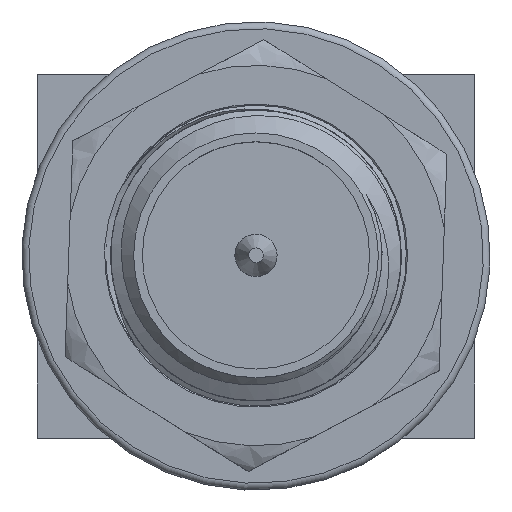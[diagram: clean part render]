
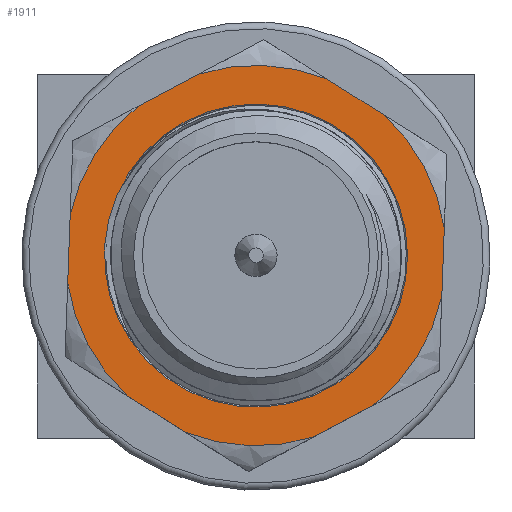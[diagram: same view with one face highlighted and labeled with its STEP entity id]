
A CAD part, top view. The second image highlights one B-rep face of the part: STEP entity #1911.
In plain terms, the highlighted planar face has unit normal (0, 0, 1).
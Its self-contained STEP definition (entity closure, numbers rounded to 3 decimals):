
#202=LINE('',#3480,#354);
#205=LINE('',#3497,#357);
#207=LINE('',#3512,#359);
#211=LINE('',#3531,#363);
#214=LINE('',#3548,#366);
#216=LINE('',#3563,#368);
#354=VECTOR('',#2897,1000.);
#357=VECTOR('',#2906,1000.);
#359=VECTOR('',#2914,1000.);
#363=VECTOR('',#2924,1000.);
#366=VECTOR('',#2933,1000.);
#368=VECTOR('',#2941,1000.);
#776=ORIENTED_EDGE('',*,*,#1163,.T.);
#777=ORIENTED_EDGE('',*,*,#1154,.F.);
#778=ORIENTED_EDGE('',*,*,#1151,.T.);
#779=ORIENTED_EDGE('',*,*,#1149,.F.);
#780=ORIENTED_EDGE('',*,*,#1145,.T.);
#781=ORIENTED_EDGE('',*,*,#1143,.F.);
#782=ORIENTED_EDGE('',*,*,#1139,.T.);
#783=ORIENTED_EDGE('',*,*,#1136,.F.);
#784=ORIENTED_EDGE('',*,*,#1133,.T.);
#785=ORIENTED_EDGE('',*,*,#1131,.F.);
#786=ORIENTED_EDGE('',*,*,#1128,.T.);
#787=ORIENTED_EDGE('',*,*,#1125,.F.);
#788=ORIENTED_EDGE('',*,*,#1119,.T.);
#1119=EDGE_CURVE('',#1356,#1357,#1495,.F.);
#1125=EDGE_CURVE('',#1356,#1360,#202,.T.);
#1128=EDGE_CURVE('',#1361,#1360,#1496,.F.);
#1131=EDGE_CURVE('',#1361,#1363,#205,.T.);
#1133=EDGE_CURVE('',#1364,#1363,#1497,.F.);
#1136=EDGE_CURVE('',#1364,#1365,#207,.T.);
#1139=EDGE_CURVE('',#1367,#1365,#1498,.F.);
#1143=EDGE_CURVE('',#1367,#1369,#211,.T.);
#1145=EDGE_CURVE('',#1370,#1369,#1499,.F.);
#1149=EDGE_CURVE('',#1370,#1372,#214,.T.);
#1151=EDGE_CURVE('',#1373,#1372,#1500,.F.);
#1154=EDGE_CURVE('',#1373,#1357,#216,.T.);
#1163=EDGE_CURVE('',#1381,#1381,#1504,.T.);
#1356=VERTEX_POINT('',#3464);
#1357=VERTEX_POINT('',#3465);
#1360=VERTEX_POINT('',#3481);
#1361=VERTEX_POINT('',#3491);
#1363=VERTEX_POINT('',#3498);
#1364=VERTEX_POINT('',#3505);
#1365=VERTEX_POINT('',#3513);
#1367=VERTEX_POINT('',#3522);
#1369=VERTEX_POINT('',#3532);
#1370=VERTEX_POINT('',#3539);
#1372=VERTEX_POINT('',#3549);
#1373=VERTEX_POINT('',#3556);
#1381=VERTEX_POINT('',#3948);
#1495=CIRCLE('',#2520,4.142);
#1496=CIRCLE('',#2523,4.142);
#1497=CIRCLE('',#2526,4.142);
#1498=CIRCLE('',#2529,4.142);
#1499=CIRCLE('',#2532,4.142);
#1500=CIRCLE('',#2535,4.142);
#1504=CIRCLE('',#2543,3.3);
#1598=EDGE_LOOP('',(#776));
#1599=EDGE_LOOP('',(#777,#778,#779,#780,#781,#782,#783,#784,#785,#786,#787,
#788));
#1730=FACE_BOUND('',#1598,.T.);
#1731=FACE_BOUND('',#1599,.T.);
#1819=PLANE('',#2542);
#1911=ADVANCED_FACE('',(#1730,#1731),#1819,.F.);
#2520=AXIS2_PLACEMENT_3D('',#3463,#2890,#2891);
#2523=AXIS2_PLACEMENT_3D('',#3492,#2900,#2901);
#2526=AXIS2_PLACEMENT_3D('',#3504,#2909,#2910);
#2529=AXIS2_PLACEMENT_3D('',#3521,#2918,#2919);
#2532=AXIS2_PLACEMENT_3D('',#3538,#2927,#2928);
#2535=AXIS2_PLACEMENT_3D('',#3555,#2936,#2937);
#2542=AXIS2_PLACEMENT_3D('',#3946,#2952,#2953);
#2543=AXIS2_PLACEMENT_3D('',#3947,#2954,#2955);
#2890=DIRECTION('',(0.,0.,-1.));
#2891=DIRECTION('',(-0.468,0.884,0.));
#2897=DIRECTION('',(0.847,-0.531,0.));
#2900=DIRECTION('',(0.,0.,-1.));
#2901=DIRECTION('',(-0.468,0.884,0.));
#2906=DIRECTION('',(-0.036,-0.999,0.));
#2909=DIRECTION('',(0.,0.,-1.));
#2910=DIRECTION('',(-0.468,0.884,0.));
#2914=DIRECTION('',(-0.884,-0.468,0.));
#2918=DIRECTION('',(0.,0.,-1.));
#2919=DIRECTION('',(-0.468,0.884,0.));
#2924=DIRECTION('',(-0.847,0.531,0.));
#2927=DIRECTION('',(0.,0.,-1.));
#2928=DIRECTION('',(-0.468,0.884,0.));
#2933=DIRECTION('',(0.036,0.999,0.));
#2936=DIRECTION('',(0.,0.,-1.));
#2937=DIRECTION('',(-0.468,0.884,0.));
#2941=DIRECTION('',(0.884,0.468,0.));
#2952=DIRECTION('',(0.,0.,-1.));
#2953=DIRECTION('',(-0.468,0.884,0.));
#2954=DIRECTION('',(0.,0.,-1.));
#2955=DIRECTION('',(-0.468,0.884,0.));
#3463=CARTESIAN_POINT('',(0.,0.,9.878));
#3464=CARTESIAN_POINT('',(1.534,3.848,9.878));
#3465=CARTESIAN_POINT('',(-1.251,3.949,9.878));
#3480=CARTESIAN_POINT('',(0.171,4.702,9.878));
#3481=CARTESIAN_POINT('',(2.795,3.058,9.878));
#3491=CARTESIAN_POINT('',(4.099,0.595,9.878));
#3492=CARTESIAN_POINT('',(0.,0.,9.878));
#3497=CARTESIAN_POINT('',(4.158,2.203,9.878));
#3498=CARTESIAN_POINT('',(4.045,-0.891,9.878));
#3504=CARTESIAN_POINT('',(0.,0.,9.878));
#3505=CARTESIAN_POINT('',(2.565,-3.253,9.878));
#3512=CARTESIAN_POINT('',(3.987,-2.499,9.878));
#3513=CARTESIAN_POINT('',(1.251,-3.949,9.878));
#3521=CARTESIAN_POINT('',(0.,0.,9.878));
#3522=CARTESIAN_POINT('',(-1.534,-3.848,9.878));
#3531=CARTESIAN_POINT('',(-0.171,-4.702,9.878));
#3532=CARTESIAN_POINT('',(-2.795,-3.058,9.878));
#3538=CARTESIAN_POINT('',(0.,0.,9.878));
#3539=CARTESIAN_POINT('',(-4.099,-0.595,9.878));
#3548=CARTESIAN_POINT('',(-4.158,-2.203,9.878));
#3549=CARTESIAN_POINT('',(-4.045,0.891,9.878));
#3555=CARTESIAN_POINT('',(0.,0.,9.878));
#3556=CARTESIAN_POINT('',(-2.565,3.253,9.878));
#3563=CARTESIAN_POINT('',(-3.987,2.499,9.878));
#3946=CARTESIAN_POINT('',(0.,0.,9.878));
#3947=CARTESIAN_POINT('',(0.,0.,9.878));
#3948=CARTESIAN_POINT('',(-1.545,2.916,9.878));
